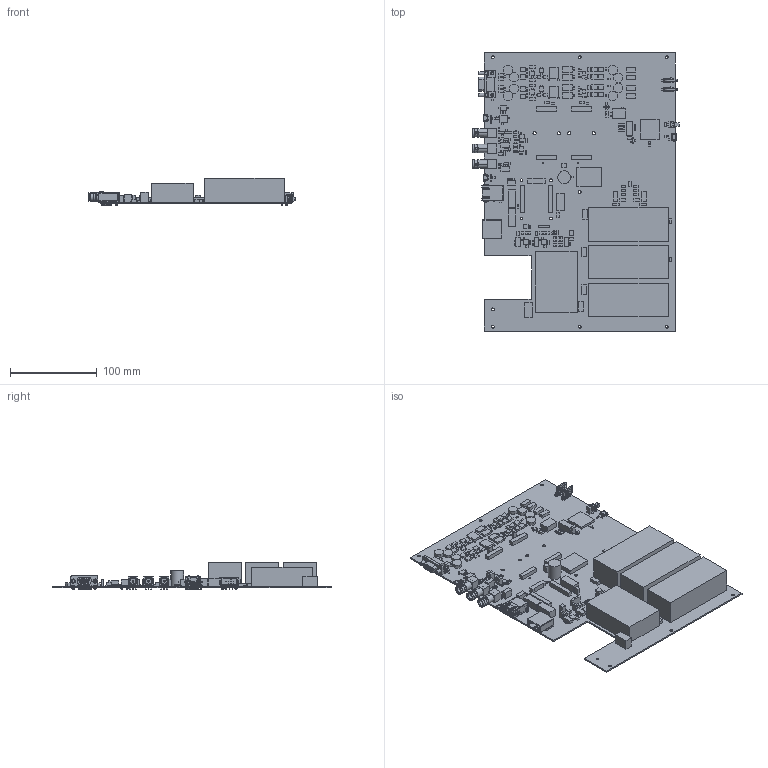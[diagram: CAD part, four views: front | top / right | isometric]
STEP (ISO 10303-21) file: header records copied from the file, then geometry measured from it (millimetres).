
FILE_DESCRIPTION(('STEP AP214'),'1');
FILE_NAME('mfh.step','2019-08-30T16:04:20',(' '),(' '),'Spatial InterOp 3D','XD3DPlugin XRACreate',' ');
FILE_SCHEMA(('automotive_design'));
Length unit declared in the file: millimetre
Products named in the file (404): DesignRootModel; uid__13361353; Submodel-con_BNC_AMP-112778_ID3D100938.stp; con_BNC_AMP-112778_ID3D100938.stp; Submodel-CONN102364_part_PSI_CN_BNC_1P+4S_RT_AMPHENOL__V1; Submodel-con_micro_USB_ZX62R-B-5P_lpar_30_rpar__ID3D101565.stp; con_micro_USB_ZX62R-B-5P(30)_ID3D101565.stp; Submodel-CONN103862_part_PSI_CN_Micro_USB_ZX62R_B_5P__V1; Submodel-con_DSUB9_skt_TE-5747844-5_ID3D101860.stp; con_DSUB9_skt_TE-5747844-5_ID3D101860.stp; Submodel-CONN104544_part_PSI_TE_5747844-5_D-SUB_9P+2S_2.77SP_90_F__V1; Submodel-con_eth_L829-1J1T-43_ID3D001244.stp; con_eth_L829-1J1T-43_ID3D001244.stp; Submodel-CONN003149_part_CN_RJ45_THRU_18P_3LED_RT__V1; Submodel-con_power_1-178293-2_ID3D001057.stp; con_power_1-178293-2_ID3D001057.stp; Submodel-CONN002815_part_CN_THRU_3P_3.81SP_RA_M__V1; Submodel-Lightpipe_Mentor-1296_1004.stp; Lightpipe_Mentor-1296_1004.stp; Submodel-MISC001558_part_LED_LIGHTPIPE_SP5.08_4P_15.7X4.9B__V1; Submodel-sw_B3F-3150_ID3D100223.stp; sw_B3F-3150_ID3D100223.stp; Submodel-SWIT100578_part_PSI_SW_THT_4P_2.5SP_7.3X6.25B_V__V1; Submodel-noModelForPart_CAPA000071_4037339360; placementOutline; Submodel-CAPA000071_4037339360_part_cap_0603_ze__V1; Submodel-noModelForPart_INDU003586_345851458; Submodel-INDU003586_345851458_part_IND_SMD_2P_9SP_10X10B_4.1H__V1; Submodel-noModelForPart_CAPA002812_2823434; Submodel-CAPA002812_2823434_part_cap_1812_ipc__V1; Submodel-noModelForPart_ICAN002810_2675250454; Submodel-ICAN002810_2675250454_part_PSI_SOIC8_1.27SP_3.9X4.9B_6W_1.75H__V1; Submodel-noModelForPart_CAPA000071_1463328297; Submodel-CAPA000071_1463328297_part_cap_0603_ze__V1; Submodel-noModelForPart_RESI900011_2785040972; Submodel-RESI900011_2785040972_part_res_0603_ze__V1; Submodel-noModelForPart_CONN001892_1796040816; Submodel-CONN001892_1796040816_part_CN_SMD_30P_15x2_1.27SP_ST_F__V1; Submodel-noModelForPart_RESI002659_2785040972; Submodel-RESI002659_2785040972_part_res_0603_ze__V1 ...
Assembly tree (633 placements, depth 5):
  ProductRootModel
    DesignRootModel
      uid__13361353
      Submodel-CONN102364_part_PSI_CN_BNC_1P+4S_RT_AMPHENOL__V1  x3
        Submodel-con_BNC_AMP-112778_ID3D100938.stp
          con_BNC_AMP-112778_ID3D100938.stp
      Submodel-CONN103862_part_PSI_CN_Micro_USB_ZX62R_B_5P__V1  x3
        Submodel-con_micro_USB_ZX62R-B-5P_lpar_30_rpar__ID3D101565.stp
          con_micro_USB_ZX62R-B-5P(30)_ID3D101565.stp
      Submodel-CONN104544_part_PSI_TE_5747844-5_D-SUB_9P+2S_2.77SP_90_F__V1
        Submodel-con_DSUB9_skt_TE-5747844-5_ID3D101860.stp
          con_DSUB9_skt_TE-5747844-5_ID3D101860.stp
      Submodel-CONN003149_part_CN_RJ45_THRU_18P_3LED_RT__V1
        Submodel-con_eth_L829-1J1T-43_ID3D001244.stp
          con_eth_L829-1J1T-43_ID3D001244.stp
      Submodel-CONN002815_part_CN_THRU_3P_3.81SP_RA_M__V1
        Submodel-con_power_1-178293-2_ID3D001057.stp
          con_power_1-178293-2_ID3D001057.stp
      Submodel-MISC001558_part_LED_LIGHTPIPE_SP5.08_4P_15.7X4.9B__V1  x2
        Submodel-Lightpipe_Mentor-1296_1004.stp
          Lightpipe_Mentor-1296_1004.stp
      Submodel-SWIT100578_part_PSI_SW_THT_4P_2.5SP_7.3X6.25B_V__V1
        Submodel-sw_B3F-3150_ID3D100223.stp
          sw_B3F-3150_ID3D100223.stp
      Submodel-CAPA000071_4037339360_part_cap_0603_ze__V1  x16
        Submodel-noModelForPart_CAPA000071_4037339360
          placementOutline
      Submodel-INDU003586_345851458_part_IND_SMD_2P_9SP_10X10B_4.1H__V1  x8
        Submodel-noModelForPart_INDU003586_345851458
          placementOutline
      Submodel-CAPA002812_2823434_part_cap_1812_ipc__V1  x4
        Submodel-noModelForPart_CAPA002812_2823434
          placementOutline
      Submodel-ICAN002810_2675250454_part_PSI_SOIC8_1.27SP_3.9X4.9B_6W_1.75H__V1  x4
        Submodel-noModelForPart_ICAN002810_2675250454
          placementOutline
      Submodel-CAPA000071_1463328297_part_cap_0603_ze__V1  x17
        Submodel-noModelForPart_CAPA000071_1463328297
          placementOutline
      Submodel-RESI900011_2785040972_part_res_0603_ze__V1  x2
        Submodel-noModelForPart_RESI900011_2785040972
          placementOutline
      Submodel-CONN001892_1796040816_part_CN_SMD_30P_15x2_1.27SP_ST_F__V1  x4
        Submodel-noModelForPart_CONN001892_1796040816
          placementOutline
      Submodel-RESI002659_2785040972_part_res_0603_ze__V1  x6
        Submodel-noModelForPart_RESI002659_2785040972
          placementOutline
      Submodel-CAPA001782_2177272523_part_cap_1206_ipc__V1  x4
        Submodel-noModelForPart_CAPA001782_2177272523
          placementOutline
      Submodel-CONN000044_2540610343_part_JP_TSHDR_THRU_3P_3X1_2.54SP_ST_M__V1  x2
        Submodel-noModelForPart_CONN000044_2540610343
          placementOutline
      Submodel-RESI002659_1690335156_part_res_0603_ze__V1  x5
        Submodel-noModelForPart_RESI002659_1690335156
          placementOutline
      Submodel-RESI000371_2785040972_part_res_0603_ze__V1  x4
        Submodel-noModelForPart_RESI000371_2785040972
          placementOutline
Bounding box: 237.63 x 320 x 31.84 mm (x, y, z)
Volume: 520624 mm3; surface area: 244040.9 mm2
Topology: 395 solids, 894 shells, 6665 faces, 17805 edges, 12378 vertices
Faces by surface type: plane 5187, cylinder 1228, cone 162, bspline 65, torus 15, sphere 8
Full cylindrical faces by diameter (mm): 0.4 x6, 0.406 x1, 0.457 x12, 0.6 x1, 0.635 x9, 0.813 x12, 0.889 x2, 0.965 x2, 1 x2, 1.143 x9, 1.2 x4, 1.219 x2, 1.35 x8, 1.397 x2, 1.45 x6, 1.5 x2, 1.524 x2, 2.083 x9, 2.845 x4, 3.099 x4, 3.2 x12, 3.25 x2, 3.5 x2, 3.6 x4, 3.708 x2, 3.81 x2, 4.775 x2, 5.677 x2, 14.5 x1
Entity records: 168274 total; most frequent: CARTESIAN_POINT 25703, DIRECTION 21328, ORIENTED_EDGE 19547, EDGE_CURVE 10159, LINE 8140, VECTOR 8140, VERTEX_POINT 6955, AXIS2_PLACEMENT_3D 6594
